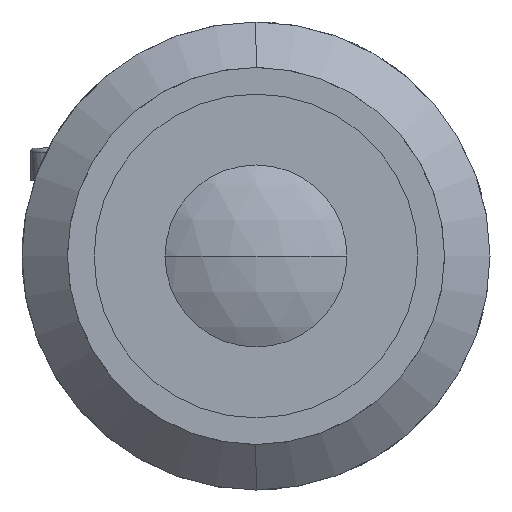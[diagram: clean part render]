
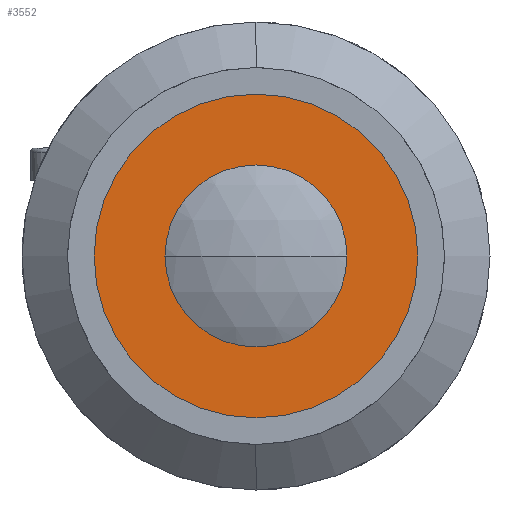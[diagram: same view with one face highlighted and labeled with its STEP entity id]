
A CAD part, left-side view. The second image highlights one B-rep face of the part: STEP entity #3552.
In plain terms, the highlighted planar face has unit normal (-1, 0, 0).
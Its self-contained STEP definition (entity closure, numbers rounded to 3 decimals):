
#44 = ORIENTED_EDGE ( 'NONE', *, *, #1853, .F. ) ;
#54 = AXIS2_PLACEMENT_3D ( 'NONE', #1367, #3308, #1658 ) ;
#107 = VERTEX_POINT ( 'NONE', #481 ) ;
#141 = FACE_BOUND ( 'NONE', #1404, .T. ) ;
#263 = CARTESIAN_POINT ( 'NONE',  ( 3.8, 0., -7. ) ) ;
#358 = VERTEX_POINT ( 'NONE', #263 ) ;
#481 = CARTESIAN_POINT ( 'NONE',  ( 3.8, 0., 7. ) ) ;
#779 = CARTESIAN_POINT ( 'NONE',  ( 3.8, 0., -13.5 ) ) ;
#782 = AXIS2_PLACEMENT_3D ( 'NONE', #3268, #1608, #3547 ) ;
#803 = ORIENTED_EDGE ( 'NONE', *, *, #2385, .F. ) ;
#951 = PLANE ( 'NONE',  #3122 ) ;
#1153 = CIRCLE ( 'NONE', #2006, 13.5 ) ;
#1202 = CARTESIAN_POINT ( 'NONE',  ( 3.8, 0., 0. ) ) ;
#1206 = CARTESIAN_POINT ( 'NONE',  ( 3.8, 0., 0. ) ) ;
#1330 = AXIS2_PLACEMENT_3D ( 'NONE', #1202, #3149, #1484 ) ;
#1367 = CARTESIAN_POINT ( 'NONE',  ( 3.8, 0., 0. ) ) ;
#1369 = EDGE_LOOP ( 'NONE', ( #1731, #1992 ) ) ;
#1404 = EDGE_LOOP ( 'NONE', ( #44, #803 ) ) ;
#1421 = CIRCLE ( 'NONE', #782, 7. ) ;
#1465 = EDGE_CURVE ( 'NONE', #3285, #2406, #3429, .T. ) ;
#1484 = DIRECTION ( 'NONE',  ( 0., 0., 1. ) ) ;
#1489 = DIRECTION ( 'NONE',  ( 0., 0., 1. ) ) ;
#1508 = DIRECTION ( 'NONE',  ( 0., 0., -1. ) ) ;
#1608 = DIRECTION ( 'NONE',  ( -1., 0., 0. ) ) ;
#1658 = DIRECTION ( 'NONE',  ( 0., 0., 1. ) ) ;
#1731 = ORIENTED_EDGE ( 'NONE', *, *, #1465, .T. ) ;
#1853 = EDGE_CURVE ( 'NONE', #107, #358, #2470, .T. ) ;
#1992 = ORIENTED_EDGE ( 'NONE', *, *, #3507, .T. ) ;
#2006 = AXIS2_PLACEMENT_3D ( 'NONE', #1206, #3152, #1489 ) ;
#2385 = EDGE_CURVE ( 'NONE', #358, #107, #1421, .T. ) ;
#2406 = VERTEX_POINT ( 'NONE', #779 ) ;
#2470 = CIRCLE ( 'NONE', #54, 7. ) ;
#2912 = CARTESIAN_POINT ( 'NONE',  ( 3.8, 13.5, 0. ) ) ;
#3043 = CARTESIAN_POINT ( 'NONE',  ( 3.8, 0., 13.5 ) ) ;
#3120 = FACE_OUTER_BOUND ( 'NONE', #1369, .T. ) ;
#3122 = AXIS2_PLACEMENT_3D ( 'NONE', #2912, #3174, #1508 ) ;
#3149 = DIRECTION ( 'NONE',  ( -1., 0., 0. ) ) ;
#3152 = DIRECTION ( 'NONE',  ( -1., 0., 0. ) ) ;
#3174 = DIRECTION ( 'NONE',  ( 1., 0., 0. ) ) ;
#3268 = CARTESIAN_POINT ( 'NONE',  ( 3.8, 0., 0. ) ) ;
#3285 = VERTEX_POINT ( 'NONE', #3043 ) ;
#3308 = DIRECTION ( 'NONE',  ( -1., 0., 0. ) ) ;
#3429 = CIRCLE ( 'NONE', #1330, 13.5 ) ;
#3507 = EDGE_CURVE ( 'NONE', #2406, #3285, #1153, .T. ) ;
#3547 = DIRECTION ( 'NONE',  ( 0., 0., 1. ) ) ;
#3552 = ADVANCED_FACE ( 'NONE', ( #141, #3120 ), #951, .F. ) ;
